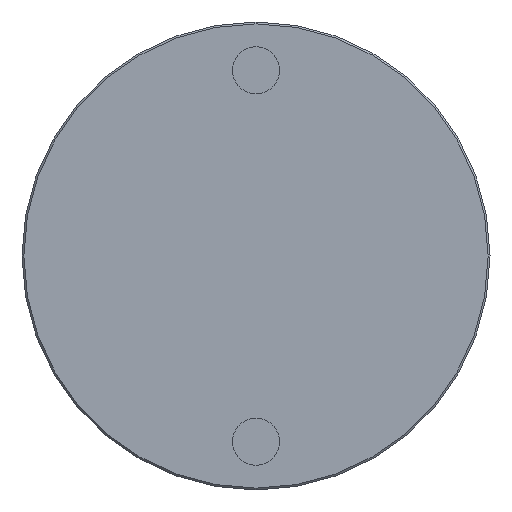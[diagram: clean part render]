
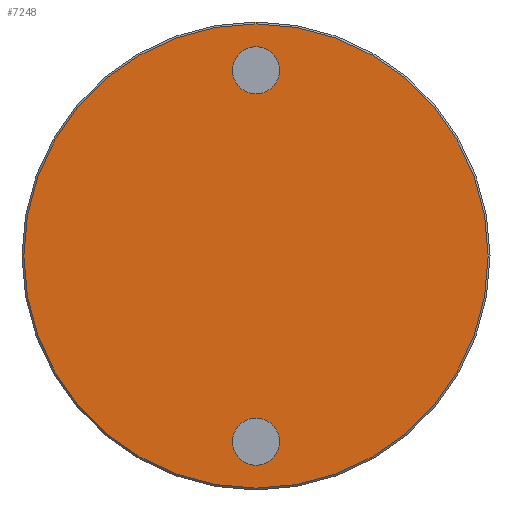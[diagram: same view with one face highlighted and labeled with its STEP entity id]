
A CAD part, front view. The second image highlights one B-rep face of the part: STEP entity #7248.
In plain terms, the highlighted planar face has unit normal (0, -1, 0).
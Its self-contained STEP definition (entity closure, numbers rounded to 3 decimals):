
#20 = EDGE_CURVE ( 'NONE', #1223, #1398, #840, .T. ) ;
#185 = ORIENTED_EDGE ( 'NONE', *, *, #4810, .T. ) ;
#444 = EDGE_CURVE ( 'NONE', #6490, #3284, #7076, .T. ) ;
#512 = AXIS2_PLACEMENT_3D ( 'NONE', #6845, #1593, #3929 ) ;
#707 = AXIS2_PLACEMENT_3D ( 'NONE', #3329, #2762, #5812 ) ;
#840 = CIRCLE ( 'NONE', #707, 61.574 ) ;
#898 = DIRECTION ( 'NONE',  ( -1., 0., 0. ) ) ;
#975 = ORIENTED_EDGE ( 'NONE', *, *, #20, .T. ) ;
#1223 = VERTEX_POINT ( 'NONE', #6144 ) ;
#1333 = CARTESIAN_POINT ( 'NONE',  ( 6.25, 0., 49.25 ) ) ;
#1389 = EDGE_CURVE ( 'NONE', #3713, #1539, #4287, .T. ) ;
#1398 = VERTEX_POINT ( 'NONE', #3672 ) ;
#1539 = VERTEX_POINT ( 'NONE', #7155 ) ;
#1593 = DIRECTION ( 'NONE',  ( 0., 1., 0. ) ) ;
#1647 = ORIENTED_EDGE ( 'NONE', *, *, #2004, .T. ) ;
#1653 = DIRECTION ( 'NONE',  ( 0., 1., 0. ) ) ;
#1719 = ORIENTED_EDGE ( 'NONE', *, *, #444, .T. ) ;
#1779 = CARTESIAN_POINT ( 'NONE',  ( -6.25, 0., -49.25 ) ) ;
#1980 = DIRECTION ( 'NONE',  ( 0., 1., 0. ) ) ;
#2004 = EDGE_CURVE ( 'NONE', #1398, #1223, #6385, .T. ) ;
#2116 = FACE_BOUND ( 'NONE', #5593, .T. ) ;
#2425 = AXIS2_PLACEMENT_3D ( 'NONE', #4289, #1980, #3053 ) ;
#2762 = DIRECTION ( 'NONE',  ( 0., -1., 0. ) ) ;
#2834 = ORIENTED_EDGE ( 'NONE', *, *, #3200, .T. ) ;
#2945 = DIRECTION ( 'NONE',  ( 0., 1., 0. ) ) ;
#3024 = DIRECTION ( 'NONE',  ( 0., 0., 1. ) ) ;
#3053 = DIRECTION ( 'NONE',  ( 1., 0., 0. ) ) ;
#3200 = EDGE_CURVE ( 'NONE', #1539, #3713, #4684, .T. ) ;
#3215 = FACE_OUTER_BOUND ( 'NONE', #5662, .T. ) ;
#3284 = VERTEX_POINT ( 'NONE', #1333 ) ;
#3321 = AXIS2_PLACEMENT_3D ( 'NONE', #3480, #2945, #5295 ) ;
#3324 = CARTESIAN_POINT ( 'NONE',  ( 0., 0., -49.25 ) ) ;
#3329 = CARTESIAN_POINT ( 'NONE',  ( 0., 0., 0. ) ) ;
#3480 = CARTESIAN_POINT ( 'NONE',  ( 0., 0., -49.25 ) ) ;
#3606 = CARTESIAN_POINT ( 'NONE',  ( 0., 0., 0. ) ) ;
#3672 = CARTESIAN_POINT ( 'NONE',  ( 0., 0., -61.574 ) ) ;
#3713 = VERTEX_POINT ( 'NONE', #1779 ) ;
#3793 = AXIS2_PLACEMENT_3D ( 'NONE', #3324, #1653, #3993 ) ;
#3929 = DIRECTION ( 'NONE',  ( 1., 0., 0. ) ) ;
#3993 = DIRECTION ( 'NONE',  ( 1., 0., 0. ) ) ;
#4287 = CIRCLE ( 'NONE', #3793, 6.25 ) ;
#4289 = CARTESIAN_POINT ( 'NONE',  ( 0., 0., 49.25 ) ) ;
#4425 = AXIS2_PLACEMENT_3D ( 'NONE', #3606, #5951, #3024 ) ;
#4684 = CIRCLE ( 'NONE', #3321, 6.25 ) ;
#4810 = EDGE_CURVE ( 'NONE', #3284, #6490, #5920, .T. ) ;
#4844 = ORIENTED_EDGE ( 'NONE', *, *, #1389, .T. ) ;
#5030 = DIRECTION ( 'NONE',  ( 0., -1., 0. ) ) ;
#5071 = CARTESIAN_POINT ( 'NONE',  ( 64.037, 0., 64.037 ) ) ;
#5105 = EDGE_LOOP ( 'NONE', ( #2834, #4844 ) ) ;
#5295 = DIRECTION ( 'NONE',  ( 1., 0., 0. ) ) ;
#5496 = AXIS2_PLACEMENT_3D ( 'NONE', #5071, #5030, #898 ) ;
#5515 = PLANE ( 'NONE',  #5496 ) ;
#5593 = EDGE_LOOP ( 'NONE', ( #185, #1719 ) ) ;
#5662 = EDGE_LOOP ( 'NONE', ( #975, #1647 ) ) ;
#5812 = DIRECTION ( 'NONE',  ( 0., 0., 1. ) ) ;
#5920 = CIRCLE ( 'NONE', #512, 6.25 ) ;
#5951 = DIRECTION ( 'NONE',  ( 0., -1., 0. ) ) ;
#6144 = CARTESIAN_POINT ( 'NONE',  ( 0., 0., 61.574 ) ) ;
#6385 = CIRCLE ( 'NONE', #4425, 61.574 ) ;
#6490 = VERTEX_POINT ( 'NONE', #6493 ) ;
#6493 = CARTESIAN_POINT ( 'NONE',  ( -6.25, 0., 49.25 ) ) ;
#6845 = CARTESIAN_POINT ( 'NONE',  ( 0., 0., 49.25 ) ) ;
#7076 = CIRCLE ( 'NONE', #2425, 6.25 ) ;
#7155 = CARTESIAN_POINT ( 'NONE',  ( 6.25, 0., -49.25 ) ) ;
#7248 = ADVANCED_FACE ( 'NONE', ( #2116, #7291, #3215 ), #5515, .T. ) ;
#7291 = FACE_BOUND ( 'NONE', #5105, .T. ) ;
